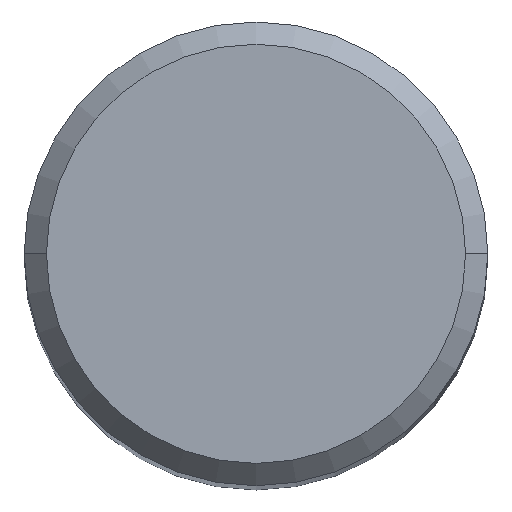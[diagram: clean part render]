
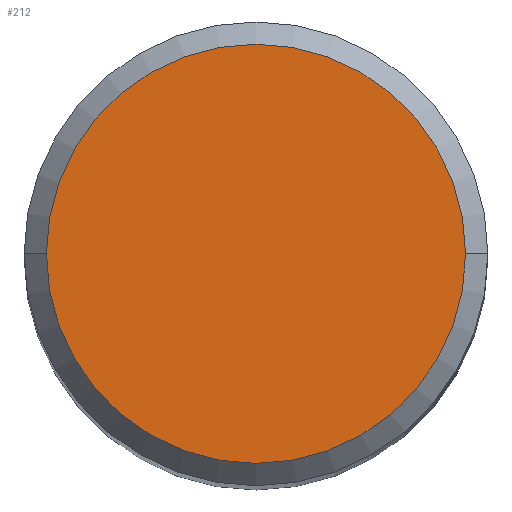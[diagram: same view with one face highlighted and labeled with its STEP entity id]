
A CAD part, top view. The second image highlights one B-rep face of the part: STEP entity #212.
In plain terms, the highlighted planar face has unit normal (0, 0, 1).
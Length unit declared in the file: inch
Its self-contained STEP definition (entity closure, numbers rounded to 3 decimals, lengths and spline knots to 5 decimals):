
#22 = AXIS2_PLACEMENT_3D ( 'NONE', #199, #196, #52 ) ;
#24 = PLANE ( 'NONE',  #60 ) ;
#44 = AXIS2_PLACEMENT_3D ( 'NONE', #185, #140, #189 ) ;
#51 = CARTESIAN_POINT ( 'NONE',  ( -0.14125, 0., 2.5 ) ) ;
#52 = DIRECTION ( 'NONE',  ( 1., 0., 0. ) ) ;
#58 = ORIENTED_EDGE ( 'NONE', *, *, #76, .T. ) ;
#60 = AXIS2_PLACEMENT_3D ( 'NONE', #299, #166, #249 ) ;
#73 = FACE_OUTER_BOUND ( 'NONE', #133, .T. ) ;
#76 = EDGE_CURVE ( 'NONE', #289, #98, #268, .T. ) ;
#98 = VERTEX_POINT ( 'NONE', #235 ) ;
#108 = CIRCLE ( 'NONE', #22, 0.14125 ) ;
#133 = EDGE_LOOP ( 'NONE', ( #58, #158 ) ) ;
#140 = DIRECTION ( 'NONE',  ( 0., 0., 1. ) ) ;
#158 = ORIENTED_EDGE ( 'NONE', *, *, #205, .T. ) ;
#166 = DIRECTION ( 'NONE',  ( 0., 0., 1. ) ) ;
#185 = CARTESIAN_POINT ( 'NONE',  ( 0., 0., 2.5 ) ) ;
#189 = DIRECTION ( 'NONE',  ( 1., 0., 0. ) ) ;
#196 = DIRECTION ( 'NONE',  ( 0., 0., 1. ) ) ;
#199 = CARTESIAN_POINT ( 'NONE',  ( 0., 0., 2.5 ) ) ;
#205 = EDGE_CURVE ( 'NONE', #98, #289, #108, .T. ) ;
#212 = ADVANCED_FACE ( 'NONE', ( #73 ), #24, .T. ) ;
#235 = CARTESIAN_POINT ( 'NONE',  ( 0.14125, 0., 2.5 ) ) ;
#249 = DIRECTION ( 'NONE',  ( 1., 0., 0. ) ) ;
#268 = CIRCLE ( 'NONE', #44, 0.14125 ) ;
#289 = VERTEX_POINT ( 'NONE', #51 ) ;
#299 = CARTESIAN_POINT ( 'NONE',  ( 0., 0., 2.5 ) ) ;
